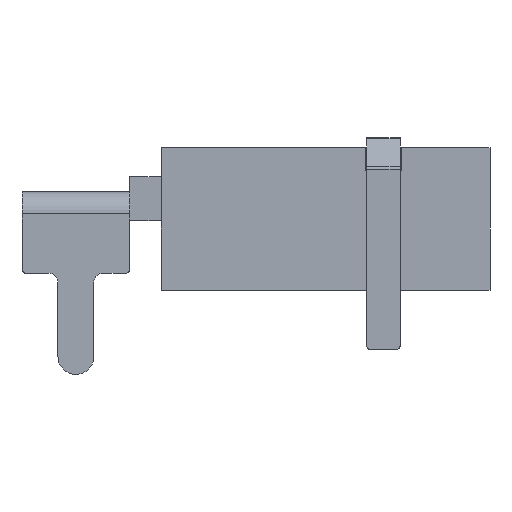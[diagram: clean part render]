
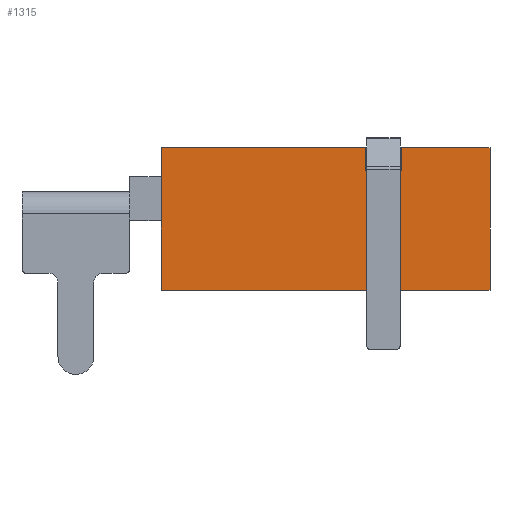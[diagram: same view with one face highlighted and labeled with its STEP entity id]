
A CAD part, left-side view. The second image highlights one B-rep face of the part: STEP entity #1315.
In plain terms, the highlighted planar face has unit normal (-1, 0, 0).
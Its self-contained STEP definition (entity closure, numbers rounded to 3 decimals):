
#935 = EDGE_CURVE('',#936,#938,#940,.T.);
#936 = VERTEX_POINT('',#937);
#937 = CARTESIAN_POINT('',(-7.75,0.,0.));
#938 = VERTEX_POINT('',#939);
#939 = CARTESIAN_POINT('',(-7.75,0.,6.35));
#940 = LINE('',#941,#942);
#941 = CARTESIAN_POINT('',(-7.75,0.,0.));
#942 = VECTOR('',#943,1.);
#943 = DIRECTION('',(0.,0.,1.));
#1315 = ADVANCED_FACE('',(#1316),#1405,.F.);
#1316 = FACE_BOUND('',#1317,.F.);
#1317 = EDGE_LOOP('',(#1318,#1326,#1334,#1342,#1350,#1358,#1366,#1374,
    #1382,#1390,#1398,#1404));
#1318 = ORIENTED_EDGE('',*,*,#1319,.F.);
#1319 = EDGE_CURVE('',#1320,#936,#1322,.T.);
#1320 = VERTEX_POINT('',#1321);
#1321 = CARTESIAN_POINT('',(-7.75,14.65,0.));
#1322 = LINE('',#1323,#1324);
#1323 = CARTESIAN_POINT('',(-7.75,14.65,0.));
#1324 = VECTOR('',#1325,1.);
#1325 = DIRECTION('',(0.,-1.,0.));
#1326 = ORIENTED_EDGE('',*,*,#1327,.T.);
#1327 = EDGE_CURVE('',#1320,#1328,#1330,.T.);
#1328 = VERTEX_POINT('',#1329);
#1329 = CARTESIAN_POINT('',(-7.75,14.65,6.35));
#1330 = LINE('',#1331,#1332);
#1331 = CARTESIAN_POINT('',(-7.75,14.65,0.));
#1332 = VECTOR('',#1333,1.);
#1333 = DIRECTION('',(0.,0.,1.));
#1334 = ORIENTED_EDGE('',*,*,#1335,.T.);
#1335 = EDGE_CURVE('',#1328,#1336,#1338,.T.);
#1336 = VERTEX_POINT('',#1337);
#1337 = CARTESIAN_POINT('',(-7.75,5.55,6.35));
#1338 = LINE('',#1339,#1340);
#1339 = CARTESIAN_POINT('',(-7.75,14.65,6.35));
#1340 = VECTOR('',#1341,1.);
#1341 = DIRECTION('',(0.,-1.,0.));
#1342 = ORIENTED_EDGE('',*,*,#1343,.F.);
#1343 = EDGE_CURVE('',#1344,#1336,#1346,.T.);
#1344 = VERTEX_POINT('',#1345);
#1345 = CARTESIAN_POINT('',(-7.75,5.55,5.325));
#1346 = LINE('',#1347,#1348);
#1347 = CARTESIAN_POINT('',(-7.75,5.55,2.638));
#1348 = VECTOR('',#1349,1.);
#1349 = DIRECTION('',(0.,0.,1.));
#1350 = ORIENTED_EDGE('',*,*,#1351,.F.);
#1351 = EDGE_CURVE('',#1352,#1344,#1354,.T.);
#1352 = VERTEX_POINT('',#1353);
#1353 = CARTESIAN_POINT('',(-7.75,5.5,5.325));
#1354 = LINE('',#1355,#1356);
#1355 = CARTESIAN_POINT('',(-7.75,9.3,5.325));
#1356 = VECTOR('',#1357,1.);
#1357 = DIRECTION('',(0.,1.,0.));
#1358 = ORIENTED_EDGE('',*,*,#1359,.F.);
#1359 = EDGE_CURVE('',#1360,#1352,#1362,.T.);
#1360 = VERTEX_POINT('',#1361);
#1361 = CARTESIAN_POINT('',(-7.75,5.5,5.324));
#1362 = LINE('',#1363,#1364);
#1363 = CARTESIAN_POINT('',(-7.75,5.5,3.4));
#1364 = VECTOR('',#1365,1.);
#1365 = DIRECTION('',(0.,0.,1.));
#1366 = ORIENTED_EDGE('',*,*,#1367,.F.);
#1367 = EDGE_CURVE('',#1368,#1360,#1370,.T.);
#1368 = VERTEX_POINT('',#1369);
#1369 = CARTESIAN_POINT('',(-7.75,4.,5.324));
#1370 = LINE('',#1371,#1372);
#1371 = CARTESIAN_POINT('',(-7.75,4.,5.324));
#1372 = VECTOR('',#1373,1.);
#1373 = DIRECTION('',(0.,1.,0.));
#1374 = ORIENTED_EDGE('',*,*,#1375,.T.);
#1375 = EDGE_CURVE('',#1368,#1376,#1378,.T.);
#1376 = VERTEX_POINT('',#1377);
#1377 = CARTESIAN_POINT('',(-7.75,4.,5.325));
#1378 = LINE('',#1379,#1380);
#1379 = CARTESIAN_POINT('',(-7.75,4.,3.4));
#1380 = VECTOR('',#1381,1.);
#1381 = DIRECTION('',(0.,0.,1.));
#1382 = ORIENTED_EDGE('',*,*,#1383,.F.);
#1383 = EDGE_CURVE('',#1384,#1376,#1386,.T.);
#1384 = VERTEX_POINT('',#1385);
#1385 = CARTESIAN_POINT('',(-7.75,3.95,5.325));
#1386 = LINE('',#1387,#1388);
#1387 = CARTESIAN_POINT('',(-7.75,9.3,5.325));
#1388 = VECTOR('',#1389,1.);
#1389 = DIRECTION('',(0.,1.,0.));
#1390 = ORIENTED_EDGE('',*,*,#1391,.T.);
#1391 = EDGE_CURVE('',#1384,#1392,#1394,.T.);
#1392 = VERTEX_POINT('',#1393);
#1393 = CARTESIAN_POINT('',(-7.75,3.95,6.35));
#1394 = LINE('',#1395,#1396);
#1395 = CARTESIAN_POINT('',(-7.75,3.95,2.638));
#1396 = VECTOR('',#1397,1.);
#1397 = DIRECTION('',(0.,0.,1.));
#1398 = ORIENTED_EDGE('',*,*,#1399,.T.);
#1399 = EDGE_CURVE('',#1392,#938,#1400,.T.);
#1400 = LINE('',#1401,#1402);
#1401 = CARTESIAN_POINT('',(-7.75,14.65,6.35));
#1402 = VECTOR('',#1403,1.);
#1403 = DIRECTION('',(0.,-1.,0.));
#1404 = ORIENTED_EDGE('',*,*,#935,.F.);
#1405 = PLANE('',#1406);
#1406 = AXIS2_PLACEMENT_3D('',#1407,#1408,#1409);
#1407 = CARTESIAN_POINT('',(-7.75,14.65,0.));
#1408 = DIRECTION('',(1.,0.,0.));
#1409 = DIRECTION('',(0.,-1.,0.));
